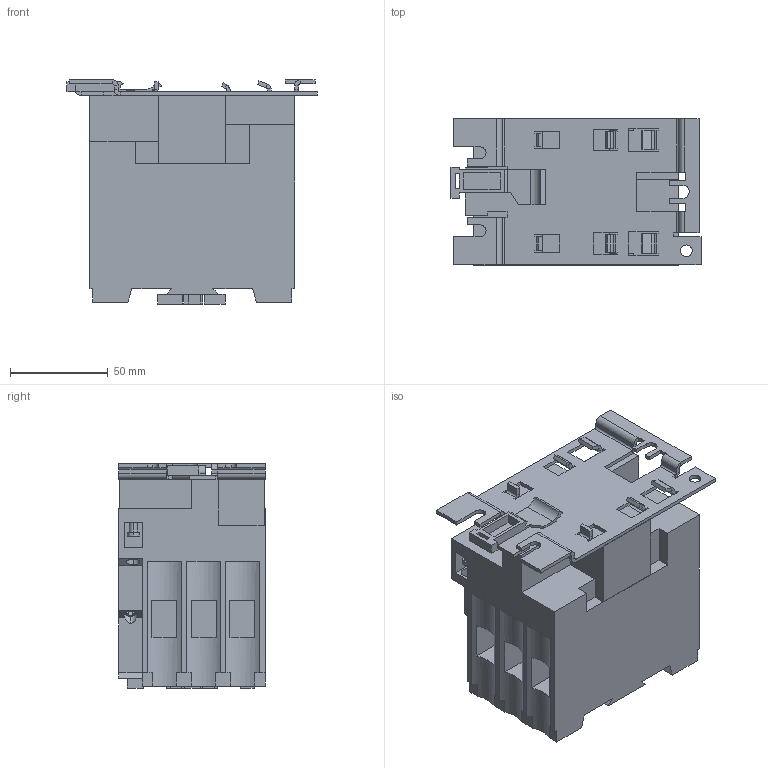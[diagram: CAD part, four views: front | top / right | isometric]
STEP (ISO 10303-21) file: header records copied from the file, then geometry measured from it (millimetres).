
FILE_DESCRIPTION (( 'STEP AP203' ), '1' );
FILE_NAME ('ﾊﾌﾝ-4011, 5011,6511.STEP', '2018-03-19T14:17:30', ( '' ), ( '' ), 'SwSTEP 2.0', 'SolidWorks 2017', '' );
FILE_SCHEMA (( 'CONFIG_CONTROL_DESIGN' ));
Length unit declared in the file: millimetre
Products named in the file (1): ﾊﾌﾝ-4011, 5011,6511
Bounding box: 128.22 x 75 x 115 mm (x, y, z)
Volume: 674625.3 mm3; surface area: 88490 mm2
Topology: 1 solids, 1 shells, 631 faces, 1623 edges, 1024 vertices
Faces by surface type: plane 534, cylinder 91, torus 6
Entity records: 18864 total; most frequent: CARTESIAN_POINT 3309, ORIENTED_EDGE 3246, DIRECTION 3095, EDGE_CURVE 1623, VECTOR 1395, LINE 1395, VERTEX_POINT 1024, AXIS2_PLACEMENT_3D 850
